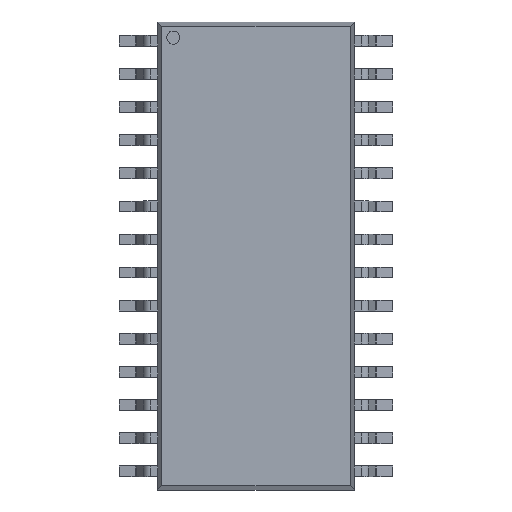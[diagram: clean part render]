
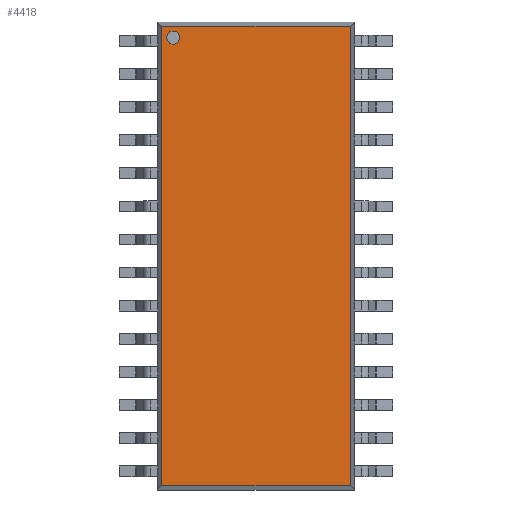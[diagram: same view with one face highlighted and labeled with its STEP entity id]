
A CAD part, top view. The second image highlights one B-rep face of the part: STEP entity #4418.
In plain terms, the highlighted planar face has unit normal (0, 0, 1).
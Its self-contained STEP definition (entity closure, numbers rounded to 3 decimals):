
#46 = EDGE_CURVE ( 'NONE', #56, #11748, #4703, .T. ) ;
#56 = VERTEX_POINT ( 'NONE', #3570 ) ;
#105 = VERTEX_POINT ( 'NONE', #1614 ) ;
#358 = EDGE_CURVE ( 'NONE', #12305, #6755, #10449, .T. ) ;
#582 = DIRECTION ( 'NONE',  ( 0., 0., 1. ) ) ;
#1161 = CARTESIAN_POINT ( 'NONE',  ( -2.925, 8.375, 2.65 ) ) ;
#1551 = ORIENTED_EDGE ( 'NONE', *, *, #7856, .T. ) ;
#1614 = CARTESIAN_POINT ( 'NONE',  ( 3.61, -8.81, 2.65 ) ) ;
#1797 = FACE_BOUND ( 'NONE', #5025, .T. ) ;
#1988 = AXIS2_PLACEMENT_3D ( 'NONE', #10804, #582, #11875 ) ;
#2118 = ORIENTED_EDGE ( 'NONE', *, *, #10721, .T. ) ;
#2611 = PLANE ( 'NONE',  #1988 ) ;
#2782 = CARTESIAN_POINT ( 'NONE',  ( -3.425, 8.375, 2.65 ) ) ;
#3330 = CIRCLE ( 'NONE', #12109, 0.25 ) ;
#3568 = ORIENTED_EDGE ( 'NONE', *, *, #358, .F. ) ;
#3570 = CARTESIAN_POINT ( 'NONE',  ( 3.61, 8.81, 2.65 ) ) ;
#3582 = AXIS2_PLACEMENT_3D ( 'NONE', #11876, #5502, #10610 ) ;
#3691 = ORIENTED_EDGE ( 'NONE', *, *, #10621, .T. ) ;
#4129 = VERTEX_POINT ( 'NONE', #4787 ) ;
#4418 = ADVANCED_FACE ( 'NONE', ( #1797, #9872 ), #2611, .T. ) ;
#4703 = LINE ( 'NONE', #10692, #9145 ) ;
#4787 = CARTESIAN_POINT ( 'NONE',  ( -3.61, -8.81, 2.65 ) ) ;
#4947 = DIRECTION ( 'NONE',  ( 0., 0., 1. ) ) ;
#5025 = EDGE_LOOP ( 'NONE', ( #3568, #7112 ) ) ;
#5502 = DIRECTION ( 'NONE',  ( 0., 0., 1. ) ) ;
#5932 = DIRECTION ( 'NONE',  ( 0., -1., 0. ) ) ;
#6059 = LINE ( 'NONE', #10173, #7005 ) ;
#6671 = VECTOR ( 'NONE', #7573, 1000. ) ;
#6755 = VERTEX_POINT ( 'NONE', #2782 ) ;
#7005 = VECTOR ( 'NONE', #5932, 1000. ) ;
#7028 = CARTESIAN_POINT ( 'NONE',  ( -3.175, 8.375, 2.65 ) ) ;
#7112 = ORIENTED_EDGE ( 'NONE', *, *, #13243, .F. ) ;
#7319 = VECTOR ( 'NONE', #12123, 1000. ) ;
#7573 = DIRECTION ( 'NONE',  ( 1., 0., 0. ) ) ;
#7856 = EDGE_CURVE ( 'NONE', #11748, #4129, #6059, .T. ) ;
#7908 = DIRECTION ( 'NONE',  ( 1., 0., 0. ) ) ;
#8443 = LINE ( 'NONE', #11593, #6671 ) ;
#8867 = CARTESIAN_POINT ( 'NONE',  ( -3.61, 8.81, 2.65 ) ) ;
#8888 = DIRECTION ( 'NONE',  ( -1., 0., 0. ) ) ;
#9145 = VECTOR ( 'NONE', #8888, 1000. ) ;
#9872 = FACE_OUTER_BOUND ( 'NONE', #9902, .T. ) ;
#9902 = EDGE_LOOP ( 'NONE', ( #13054, #1551, #2118, #3691 ) ) ;
#10173 = CARTESIAN_POINT ( 'NONE',  ( -3.61, -8.975, 2.65 ) ) ;
#10330 = CARTESIAN_POINT ( 'NONE',  ( 3.61, 8.975, 2.65 ) ) ;
#10449 = CIRCLE ( 'NONE', #3582, 0.25 ) ;
#10610 = DIRECTION ( 'NONE',  ( 1., 0., 0. ) ) ;
#10621 = EDGE_CURVE ( 'NONE', #105, #56, #11318, .T. ) ;
#10692 = CARTESIAN_POINT ( 'NONE',  ( -3.775, 8.81, 2.65 ) ) ;
#10721 = EDGE_CURVE ( 'NONE', #4129, #105, #8443, .T. ) ;
#10804 = CARTESIAN_POINT ( 'NONE',  ( 0., 0., 2.65 ) ) ;
#11318 = LINE ( 'NONE', #10330, #7319 ) ;
#11593 = CARTESIAN_POINT ( 'NONE',  ( 3.775, -8.81, 2.65 ) ) ;
#11748 = VERTEX_POINT ( 'NONE', #8867 ) ;
#11875 = DIRECTION ( 'NONE',  ( 1., 0., 0. ) ) ;
#11876 = CARTESIAN_POINT ( 'NONE',  ( -3.175, 8.375, 2.65 ) ) ;
#12109 = AXIS2_PLACEMENT_3D ( 'NONE', #7028, #4947, #7908 ) ;
#12123 = DIRECTION ( 'NONE',  ( 0., 1., 0. ) ) ;
#12305 = VERTEX_POINT ( 'NONE', #1161 ) ;
#13054 = ORIENTED_EDGE ( 'NONE', *, *, #46, .T. ) ;
#13243 = EDGE_CURVE ( 'NONE', #6755, #12305, #3330, .T. ) ;
